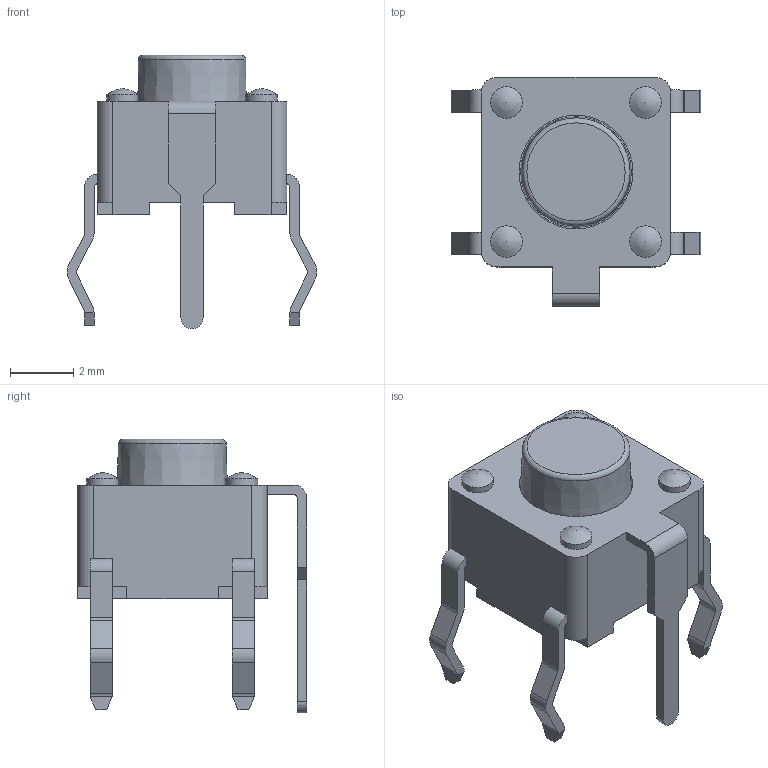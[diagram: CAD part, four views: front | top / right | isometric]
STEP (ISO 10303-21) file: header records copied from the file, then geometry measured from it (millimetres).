
FILE_DESCRIPTION((' '),'2;1');
FILE_NAME('TLE1105AFxxxx..stp.step','2017-07-26T15:54:56',(' '),(' '),' ','ACIS',' ');
FILE_SCHEMA(('CONFIG_CONTROL_DESIGN'));
Length unit declared in the file: inch
Products named in the file (3): TLE1105AFxxxx..stp.step; Body1; Body2
Assembly tree (2 placements, depth 2):
  TLE1105AFxxxx..stp.step
    Body1
    Body2
Bounding box: 7.9 x 7.25 x 8.65 mm (x, y, z)
Volume: 114.3 mm3; surface area: 382.6 mm2
Topology: 2 solids, 3 shells, 246 faces, 653 edges, 422 vertices
Faces by surface type: plane 146, cylinder 86, bspline 5, torus 5, cone 2, sphere 2
Full cylindrical faces by diameter (mm): 1 x4, 3.6 x1, 5 x1
Entity records: 7919 total; most frequent: CARTESIAN_POINT 1488, DIRECTION 1259, ORIENTED_EDGE 1244, EDGE_CURVE 622, VECTOR 453, LINE 453, VERTEX_POINT 409, AXIS2_PLACEMENT_3D 403
